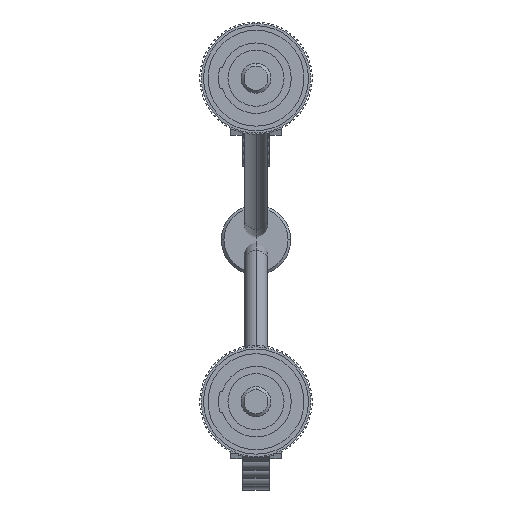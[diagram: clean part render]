
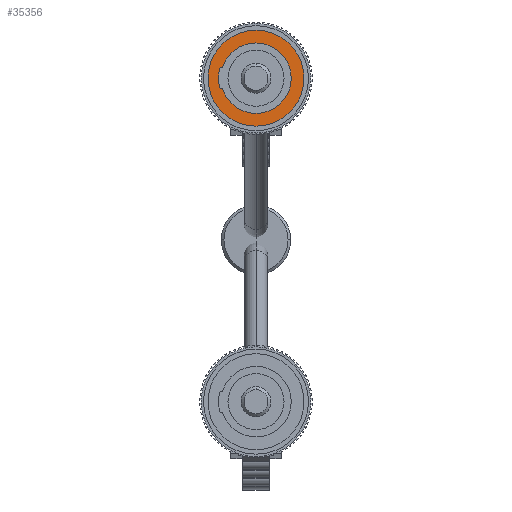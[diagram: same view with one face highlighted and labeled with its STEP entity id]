
A CAD part, left-side view. The second image highlights one B-rep face of the part: STEP entity #35356.
In plain terms, the highlighted face is planar.
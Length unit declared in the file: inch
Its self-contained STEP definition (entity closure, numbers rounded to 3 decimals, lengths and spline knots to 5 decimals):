
#680 = CARTESIAN_POINT ( 'NONE',  ( 0., 0.185, 0. ) ) ;
#919 = VECTOR ( 'NONE', #44813, 39.37008 ) ;
#956 = CARTESIAN_POINT ( 'NONE',  ( 0., 0.185, 0. ) ) ;
#1194 = CARTESIAN_POINT ( 'NONE',  ( -0.12, 0.185, 0.035 ) ) ;
#1344 = CARTESIAN_POINT ( 'NONE',  ( 0., 0.185, -0.1175 ) ) ;
#1444 = CIRCLE ( 'NONE', #5273, 0.16 ) ;
#1647 = ORIENTED_EDGE ( 'NONE', *, *, #42942, .F. ) ;
#2019 = VERTEX_POINT ( 'NONE', #1194 ) ;
#2316 = VERTEX_POINT ( 'NONE', #33172 ) ;
#2400 = DIRECTION ( 'NONE',  ( 0., 1., 0. ) ) ;
#2829 = CIRCLE ( 'NONE', #24198, 0.1175 ) ;
#3089 = FACE_OUTER_BOUND ( 'NONE', #6066, .T. ) ;
#3402 = ORIENTED_EDGE ( 'NONE', *, *, #9407, .F. ) ;
#3437 = DIRECTION ( 'NONE',  ( 0., 1., 0. ) ) ;
#3612 = CIRCLE ( 'NONE', #34895, 0.1175 ) ;
#4037 = EDGE_CURVE ( 'NONE', #44829, #46451, #2829, .T. ) ;
#5273 = AXIS2_PLACEMENT_3D ( 'NONE', #9840, #46162, #13402 ) ;
#6066 = EDGE_LOOP ( 'NONE', ( #6072, #17401 ) ) ;
#6072 = ORIENTED_EDGE ( 'NONE', *, *, #34206, .T. ) ;
#9407 = EDGE_CURVE ( 'NONE', #46451, #35533, #41492, .T. ) ;
#9833 = CIRCLE ( 'NONE', #22797, 0.125 ) ;
#9840 = CARTESIAN_POINT ( 'NONE',  ( 0., 0.185, 0. ) ) ;
#10836 = DIRECTION ( 'NONE',  ( 0., 1., 0. ) ) ;
#10978 = AXIS2_PLACEMENT_3D ( 'NONE', #680, #30057, #15226 ) ;
#11248 = AXIS2_PLACEMENT_3D ( 'NONE', #956, #18851, #33456 ) ;
#11851 = EDGE_LOOP ( 'NONE', ( #3402, #43184, #1647, #43972, #46097, #25679 ) ) ;
#13402 = DIRECTION ( 'NONE',  ( 0., 0., 1. ) ) ;
#13534 = CIRCLE ( 'NONE', #11248, 0.16 ) ;
#13826 = DIRECTION ( 'NONE',  ( 0., 1., 0. ) ) ;
#15226 = DIRECTION ( 'NONE',  ( 0., 0., 1. ) ) ;
#15808 = AXIS2_PLACEMENT_3D ( 'NONE', #28218, #13826, #42784 ) ;
#16338 = CIRCLE ( 'NONE', #10978, 0.1175 ) ;
#16368 = CARTESIAN_POINT ( 'NONE',  ( -0.11217, 0.185, -0.035 ) ) ;
#17401 = ORIENTED_EDGE ( 'NONE', *, *, #46989, .T. ) ;
#17682 = VECTOR ( 'NONE', #27655, 39.37008 ) ;
#18851 = DIRECTION ( 'NONE',  ( 0., 1., 0. ) ) ;
#19216 = VERTEX_POINT ( 'NONE', #38157 ) ;
#20653 = VERTEX_POINT ( 'NONE', #39819 ) ;
#22797 = AXIS2_PLACEMENT_3D ( 'NONE', #29724, #10836, #36660 ) ;
#24198 = AXIS2_PLACEMENT_3D ( 'NONE', #40249, #3437, #32853 ) ;
#24983 = LINE ( 'NONE', #35480, #17682 ) ;
#25679 = ORIENTED_EDGE ( 'NONE', *, *, #29612, .F. ) ;
#25977 = EDGE_CURVE ( 'NONE', #2019, #2316, #24983, .T. ) ;
#27655 = DIRECTION ( 'NONE',  ( 1., 0., 0. ) ) ;
#28218 = CARTESIAN_POINT ( 'NONE',  ( 0., 0.185, 0. ) ) ;
#29612 = EDGE_CURVE ( 'NONE', #35533, #2019, #9833, .T. ) ;
#29724 = CARTESIAN_POINT ( 'NONE',  ( 0., 0.185, 0. ) ) ;
#30057 = DIRECTION ( 'NONE',  ( 0., 1., 0. ) ) ;
#30212 = CARTESIAN_POINT ( 'NONE',  ( 0., 0.185, 0.1175 ) ) ;
#30770 = VERTEX_POINT ( 'NONE', #30212 ) ;
#32853 = DIRECTION ( 'NONE',  ( 0., 0., 1. ) ) ;
#33172 = CARTESIAN_POINT ( 'NONE',  ( -0.11217, 0.185, 0.035 ) ) ;
#33456 = DIRECTION ( 'NONE',  ( 0., 0., 1. ) ) ;
#34206 = EDGE_CURVE ( 'NONE', #20653, #19216, #13534, .T. ) ;
#34863 = PLANE ( 'NONE',  #15808 ) ;
#34895 = AXIS2_PLACEMENT_3D ( 'NONE', #38482, #2400, #35813 ) ;
#35353 = EDGE_CURVE ( 'NONE', #2316, #30770, #3612, .T. ) ;
#35356 = ADVANCED_FACE ( 'NONE', ( #3089, #42080 ), #34863, .T. ) ;
#35480 = CARTESIAN_POINT ( 'NONE',  ( -0.11217, 0.185, 0.035 ) ) ;
#35533 = VERTEX_POINT ( 'NONE', #46272 ) ;
#35813 = DIRECTION ( 'NONE',  ( 0., 0., 1. ) ) ;
#36660 = DIRECTION ( 'NONE',  ( 0., 0., 1. ) ) ;
#38157 = CARTESIAN_POINT ( 'NONE',  ( 0., 0.185, -0.16 ) ) ;
#38372 = CARTESIAN_POINT ( 'NONE',  ( -0.11217, 0.185, -0.035 ) ) ;
#38482 = CARTESIAN_POINT ( 'NONE',  ( 0., 0.185, 0. ) ) ;
#39819 = CARTESIAN_POINT ( 'NONE',  ( 0., 0.185, 0.16 ) ) ;
#40249 = CARTESIAN_POINT ( 'NONE',  ( 0., 0.185, 0. ) ) ;
#41492 = LINE ( 'NONE', #16368, #919 ) ;
#42080 = FACE_BOUND ( 'NONE', #11851, .T. ) ;
#42784 = DIRECTION ( 'NONE',  ( 0., 0., 1. ) ) ;
#42942 = EDGE_CURVE ( 'NONE', #30770, #44829, #16338, .T. ) ;
#43184 = ORIENTED_EDGE ( 'NONE', *, *, #4037, .F. ) ;
#43972 = ORIENTED_EDGE ( 'NONE', *, *, #35353, .F. ) ;
#44813 = DIRECTION ( 'NONE',  ( -1., 0., 0. ) ) ;
#44829 = VERTEX_POINT ( 'NONE', #1344 ) ;
#46097 = ORIENTED_EDGE ( 'NONE', *, *, #25977, .F. ) ;
#46162 = DIRECTION ( 'NONE',  ( 0., 1., 0. ) ) ;
#46272 = CARTESIAN_POINT ( 'NONE',  ( -0.12, 0.185, -0.035 ) ) ;
#46451 = VERTEX_POINT ( 'NONE', #38372 ) ;
#46989 = EDGE_CURVE ( 'NONE', #19216, #20653, #1444, .T. ) ;
